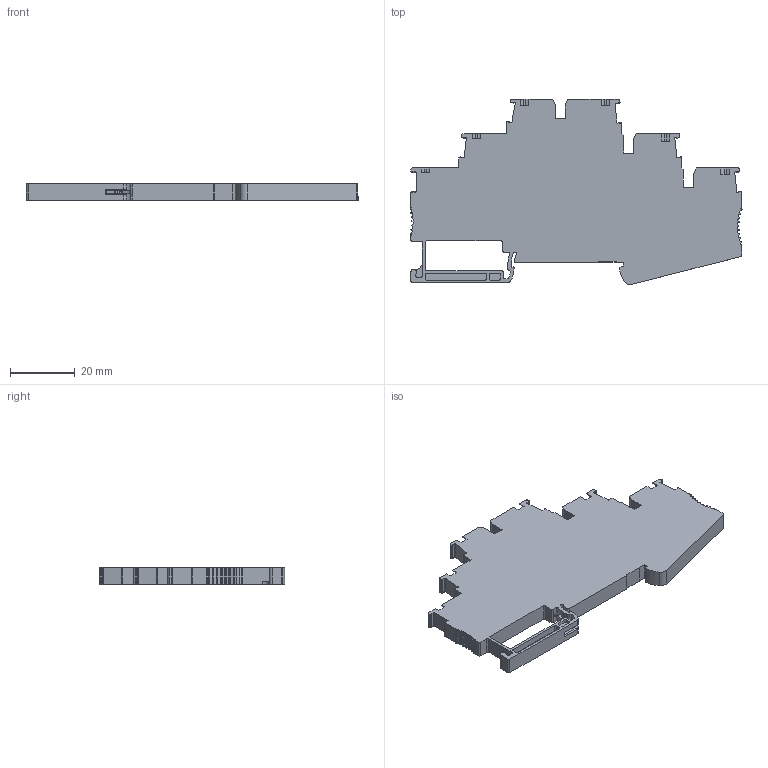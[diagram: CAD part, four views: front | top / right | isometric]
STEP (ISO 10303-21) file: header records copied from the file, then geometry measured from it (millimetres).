
FILE_DESCRIPTION( ('This file contains a STEP AP42 implementation' ,'as created by ZW3D STEP Interface translator.') ,'2;1' );
FILE_NAME( 'RPV2.5-3L傷赽耀倰.stp' ,'23 4 6.163313', (''), ('ZWCAD Software Co.'), 'Version 1.0', 'ZW3D to STEP translator', '' );
FILE_SCHEMA(('AUTOMOTIVE_DESIGN { 1 0 10303 214 1 1 1 1 }'));
Length unit declared in the file: millimetre
Products named in the file (8): 0; RPV2.5-3L; RPV2.5-3L蜊1.sldasm-Part-1-6; RPV2.5-3L蜊1.sldasm-Part-1-5; RPV2.5-3L蜊1.sldasm-Part-1-4; RPV2.5-3L蜊1.sldasm-Part-1-3; RPV2.5-3L蜊1.sldasm-Part-1-2; RPV2.5-3L蜊1.sldasm-Part-1-1
Assembly tree (6 placements, depth 2):
  0
  RPV2.5-3L
    RPV2.5-3L蜊1.sldasm-Part-1-6
    RPV2.5-3L蜊1.sldasm-Part-1-5
    RPV2.5-3L蜊1.sldasm-Part-1-4
    RPV2.5-3L蜊1.sldasm-Part-1-3
    RPV2.5-3L蜊1.sldasm-Part-1-2
    RPV2.5-3L蜊1.sldasm-Part-1-1
Bounding box: 102.58 x 57.25 x 5.15 mm (x, y, z)
Volume: 19866.1 mm3; surface area: 11421.8 mm2
Topology: 7 solids, 7 shells, 681 faces, 1963 edges, 1309 vertices
Faces by surface type: plane 456, cylinder 211, bspline 14
Entity records: 23304 total; most frequent: CARTESIAN_POINT 4170, ORIENTED_EDGE 3926, DIRECTION 3750, EDGE_CURVE 1963, VECTOR 1500, LINE 1500, VERTEX_POINT 1309, AXIS2_PLACEMENT_3D 1125
